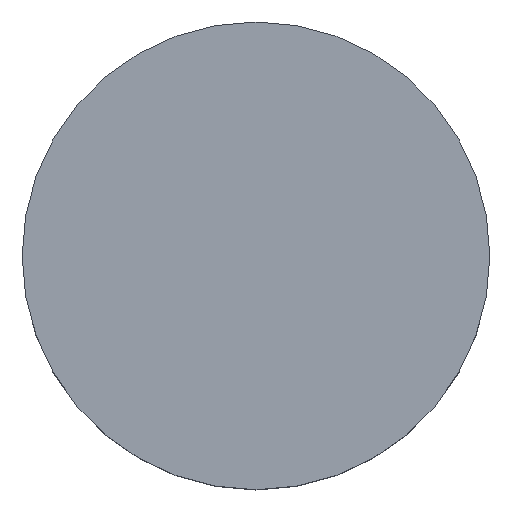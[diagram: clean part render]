
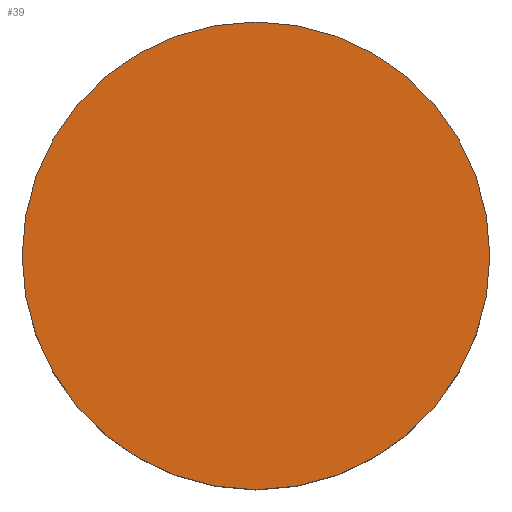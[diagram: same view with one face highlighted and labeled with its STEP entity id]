
A CAD part, top view. The second image highlights one B-rep face of the part: STEP entity #39.
In plain terms, the highlighted planar face has unit normal (0, 0, 1).
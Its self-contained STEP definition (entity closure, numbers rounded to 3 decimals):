
#20 = EDGE_LOOP ( 'NONE', ( #87, #402 ) ) ;
#27 = CARTESIAN_POINT ( 'NONE',  ( -3., 0., 0. ) ) ;
#39 = ADVANCED_FACE ( 'NONE', ( #246 ), #323, .F. ) ;
#72 = DIRECTION ( 'NONE',  ( 0., 0., -1. ) ) ;
#87 = ORIENTED_EDGE ( 'NONE', *, *, #177, .T. ) ;
#92 = AXIS2_PLACEMENT_3D ( 'NONE', #140, #294, #142 ) ;
#122 = EDGE_CURVE ( 'NONE', #341, #176, #377, .T. ) ;
#129 = CARTESIAN_POINT ( 'NONE',  ( 0., 0., 0. ) ) ;
#132 = CARTESIAN_POINT ( 'NONE',  ( 0., 0., 0. ) ) ;
#140 = CARTESIAN_POINT ( 'NONE',  ( 0., 0., 0. ) ) ;
#142 = DIRECTION ( 'NONE',  ( 1., 0., 0. ) ) ;
#176 = VERTEX_POINT ( 'NONE', #404 ) ;
#177 = EDGE_CURVE ( 'NONE', #176, #341, #213, .T. ) ;
#201 = DIRECTION ( 'NONE',  ( -1., 0., 0. ) ) ;
#213 = CIRCLE ( 'NONE', #92, 3. ) ;
#221 = DIRECTION ( 'NONE',  ( 0., 0., 1. ) ) ;
#246 = FACE_OUTER_BOUND ( 'NONE', #20, .T. ) ;
#269 = AXIS2_PLACEMENT_3D ( 'NONE', #132, #72, #201 ) ;
#294 = DIRECTION ( 'NONE',  ( 0., 0., 1. ) ) ;
#323 = PLANE ( 'NONE',  #269 ) ;
#341 = VERTEX_POINT ( 'NONE', #27 ) ;
#353 = DIRECTION ( 'NONE',  ( 1., 0., 0. ) ) ;
#377 = CIRCLE ( 'NONE', #386, 3. ) ;
#386 = AXIS2_PLACEMENT_3D ( 'NONE', #129, #221, #353 ) ;
#402 = ORIENTED_EDGE ( 'NONE', *, *, #122, .T. ) ;
#404 = CARTESIAN_POINT ( 'NONE',  ( 3., 0., 0. ) ) ;
